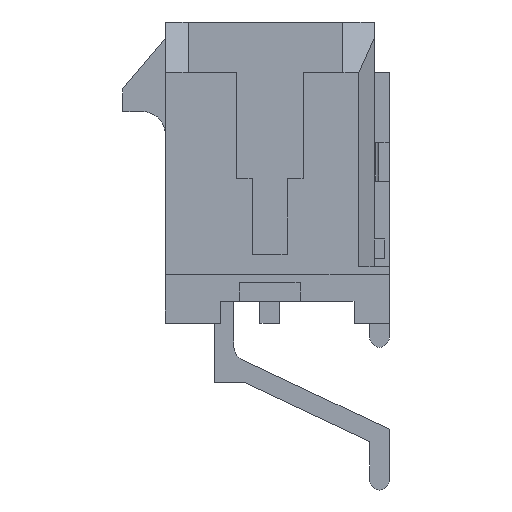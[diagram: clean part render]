
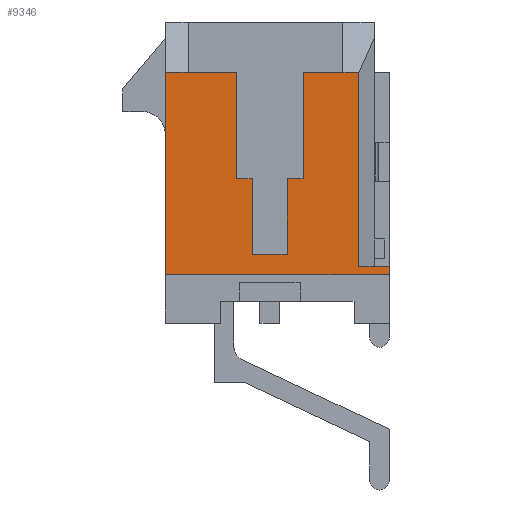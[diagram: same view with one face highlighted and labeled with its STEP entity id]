
A CAD part, left-side view. The second image highlights one B-rep face of the part: STEP entity #9346.
In plain terms, the highlighted planar face has unit normal (-1, 0, 0).
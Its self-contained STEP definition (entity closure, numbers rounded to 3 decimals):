
#622=DIRECTION('',(0.,1.,0.));
#623=VECTOR('',#622,1.);
#624=CARTESIAN_POINT('',(-12.325,-3.935,-3.105));
#625=LINE('',#624,#623);
#1030=DIRECTION('',(0.,0.,-1.));
#1031=VECTOR('',#1030,3.5);
#1032=CARTESIAN_POINT('',(-12.325,-1.1,3.305));
#1033=LINE('',#1032,#1031);
#1034=DIRECTION('',(0.,1.,0.));
#1035=VECTOR('',#1034,1.31);
#1036=CARTESIAN_POINT('',(-12.325,-2.41,3.305));
#1037=LINE('',#1036,#1035);
#1038=DIRECTION('',(0.,-1.,0.));
#1039=VECTOR('',#1038,0.525);
#1040=CARTESIAN_POINT('',(-12.325,-2.41,3.305));
#1041=LINE('',#1040,#1039);
#1042=DIRECTION('',(0.,0.,-1.));
#1043=VECTOR('',#1042,6.41);
#1044=CARTESIAN_POINT('',(-12.325,-2.935,3.305));
#1045=LINE('',#1044,#1043);
#1046=DIRECTION('',(0.,0.,-1.));
#1047=VECTOR('',#1046,0.25);
#1048=CARTESIAN_POINT('',(-12.325,-3.935,-3.105));
#1049=LINE('',#1048,#1047);
#1050=DIRECTION('',(0.,1.,0.));
#1051=VECTOR('',#1050,7.37);
#1052=CARTESIAN_POINT('',(-12.325,-3.935,-3.355));
#1053=LINE('',#1052,#1051);
#1054=DIRECTION('',(0.,0.,1.));
#1055=VECTOR('',#1054,6.66);
#1056=CARTESIAN_POINT('',(-12.325,3.435,-3.355));
#1057=LINE('',#1056,#1055);
#1058=DIRECTION('',(0.,-1.,0.));
#1059=VECTOR('',#1058,0.755);
#1060=CARTESIAN_POINT('',(-12.325,3.435,3.305));
#1061=LINE('',#1060,#1059);
#1062=DIRECTION('',(0.,1.,0.));
#1063=VECTOR('',#1062,1.58);
#1064=CARTESIAN_POINT('',(-12.325,1.1,3.305));
#1065=LINE('',#1064,#1063);
#1066=DIRECTION('',(0.,0.,-1.));
#1067=VECTOR('',#1066,3.5);
#1068=CARTESIAN_POINT('',(-12.325,1.1,3.305));
#1069=LINE('',#1068,#1067);
#1070=DIRECTION('',(0.,1.,0.));
#1071=VECTOR('',#1070,0.525);
#1072=CARTESIAN_POINT('',(-12.325,0.575,-0.195));
#1073=LINE('',#1072,#1071);
#1074=DIRECTION('',(0.,0.,1.));
#1075=VECTOR('',#1074,2.5);
#1076=CARTESIAN_POINT('',(-12.325,0.575,-2.695));
#1077=LINE('',#1076,#1075);
#1078=DIRECTION('',(0.,1.,0.));
#1079=VECTOR('',#1078,1.15);
#1080=CARTESIAN_POINT('',(-12.325,-0.575,-2.695));
#1081=LINE('',#1080,#1079);
#1082=DIRECTION('',(0.,0.,-1.));
#1083=VECTOR('',#1082,2.5);
#1084=CARTESIAN_POINT('',(-12.325,-0.575,-0.195));
#1085=LINE('',#1084,#1083);
#1086=DIRECTION('',(0.,1.,0.));
#1087=VECTOR('',#1086,0.525);
#1088=CARTESIAN_POINT('',(-12.325,-1.1,-0.195));
#1089=LINE('',#1088,#1087);
#6022=CARTESIAN_POINT('',(-12.325,3.435,3.305));
#6024=VERTEX_POINT('',#6022);
#6071=CARTESIAN_POINT('',(-12.325,-3.935,-3.105));
#6072=CARTESIAN_POINT('',(-12.325,-2.935,-3.105));
#6073=VERTEX_POINT('',#6071);
#6074=VERTEX_POINT('',#6072);
#6079=CARTESIAN_POINT('',(-12.325,2.68,3.305));
#6080=VERTEX_POINT('',#6079);
#6081=CARTESIAN_POINT('',(-12.325,-2.41,3.305));
#6082=VERTEX_POINT('',#6081);
#6201=CARTESIAN_POINT('',(-12.325,-1.1,3.305));
#6202=CARTESIAN_POINT('',(-12.325,-1.1,-0.195));
#6203=VERTEX_POINT('',#6201);
#6204=VERTEX_POINT('',#6202);
#6205=CARTESIAN_POINT('',(-12.325,-0.575,-0.195));
#6206=VERTEX_POINT('',#6205);
#6207=CARTESIAN_POINT('',(-12.325,-0.575,-2.695));
#6208=VERTEX_POINT('',#6207);
#6209=CARTESIAN_POINT('',(-12.325,0.575,-2.695));
#6210=VERTEX_POINT('',#6209);
#6211=CARTESIAN_POINT('',(-12.325,0.575,-0.195));
#6212=VERTEX_POINT('',#6211);
#6213=CARTESIAN_POINT('',(-12.325,1.1,-0.195));
#6214=VERTEX_POINT('',#6213);
#6215=CARTESIAN_POINT('',(-12.325,1.1,3.305));
#6216=VERTEX_POINT('',#6215);
#7215=CARTESIAN_POINT('',(-12.325,-3.935,-3.355));
#7216=CARTESIAN_POINT('',(-12.325,3.435,-3.355));
#7217=VERTEX_POINT('',#7215);
#7218=VERTEX_POINT('',#7216);
#7223=CARTESIAN_POINT('',(-12.325,-2.935,3.305));
#7224=VERTEX_POINT('',#7223);
#9313=CARTESIAN_POINT('',(-12.325,0.,0.));
#9314=DIRECTION('',(1.,0.,0.));
#9315=DIRECTION('',(0.,0.,-1.));
#9316=AXIS2_PLACEMENT_3D('',#9313,#9314,#9315);
#9317=PLANE('',#9316);
#9319=ORIENTED_EDGE('',*,*,#9318,.F.);
#9321=ORIENTED_EDGE('',*,*,#9320,.F.);
#9323=ORIENTED_EDGE('',*,*,#9322,.T.);
#9324=ORIENTED_EDGE('',*,*,#8698,.T.);
#9325=ORIENTED_EDGE('',*,*,#8731,.F.);
#9326=ORIENTED_EDGE('',*,*,#8782,.T.);
#9328=ORIENTED_EDGE('',*,*,#9327,.T.);
#9330=ORIENTED_EDGE('',*,*,#9329,.T.);
#9332=ORIENTED_EDGE('',*,*,#9331,.T.);
#9334=ORIENTED_EDGE('',*,*,#9333,.F.);
#9336=ORIENTED_EDGE('',*,*,#9335,.T.);
#9338=ORIENTED_EDGE('',*,*,#9337,.F.);
#9339=ORIENTED_EDGE('',*,*,#9306,.F.);
#9340=ORIENTED_EDGE('',*,*,#9193,.F.);
#9341=ORIENTED_EDGE('',*,*,#9264,.F.);
#9343=ORIENTED_EDGE('',*,*,#9342,.F.);
#9344=EDGE_LOOP('',(#9319,#9321,#9323,#9324,#9325,#9326,#9328,#9330,#9332,#9334,
#9336,#9338,#9339,#9340,#9341,#9343));
#9345=FACE_OUTER_BOUND('',#9344,.F.);
#9346=ADVANCED_FACE('',(#9345),#9317,.F.);
#8698=EDGE_CURVE('',#7224,#6074,#1045,.T.);
#8731=EDGE_CURVE('',#6073,#6074,#625,.T.);
#8782=EDGE_CURVE('',#6073,#7217,#1049,.T.);
#9193=EDGE_CURVE('',#6208,#6210,#1081,.T.);
#9264=EDGE_CURVE('',#6206,#6208,#1085,.T.);
#9306=EDGE_CURVE('',#6210,#6212,#1077,.T.);
#9318=EDGE_CURVE('',#6203,#6204,#1033,.T.);
#9320=EDGE_CURVE('',#6082,#6203,#1037,.T.);
#9322=EDGE_CURVE('',#6082,#7224,#1041,.T.);
#9327=EDGE_CURVE('',#7217,#7218,#1053,.T.);
#9329=EDGE_CURVE('',#7218,#6024,#1057,.T.);
#9331=EDGE_CURVE('',#6024,#6080,#1061,.T.);
#9333=EDGE_CURVE('',#6216,#6080,#1065,.T.);
#9335=EDGE_CURVE('',#6216,#6214,#1069,.T.);
#9337=EDGE_CURVE('',#6212,#6214,#1073,.T.);
#9342=EDGE_CURVE('',#6204,#6206,#1089,.T.);
